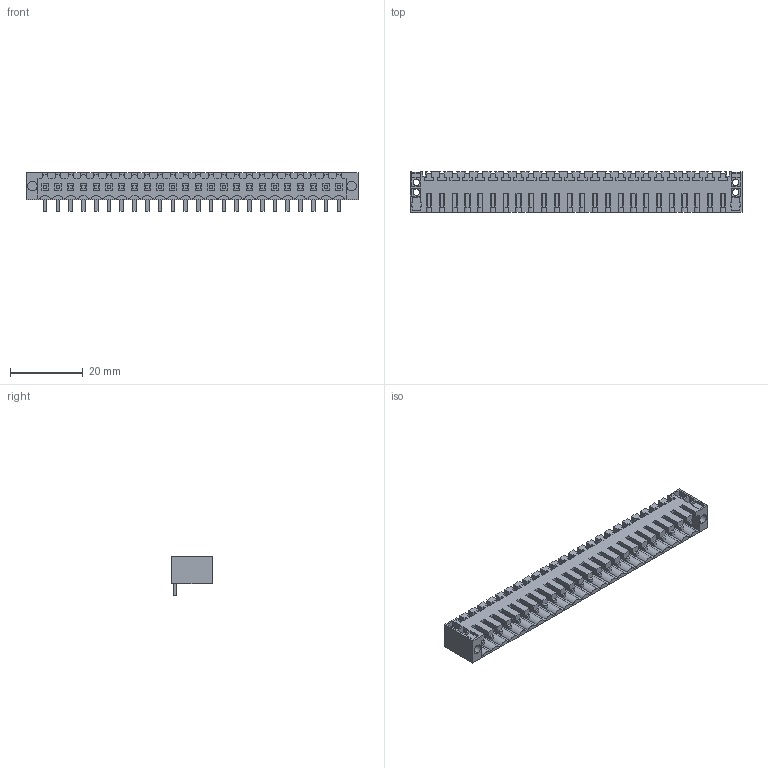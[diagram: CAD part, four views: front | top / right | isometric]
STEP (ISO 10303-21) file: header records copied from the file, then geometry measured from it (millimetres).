
FILE_DESCRIPTION(('CATIA V5 STEP Exchange','CAx-IF Rec.Pracs.--- Model Styling and Organization---1.4--- 2014-01-23'),'2;1');
FILE_NAME ('D1457246_1_1842300000_1842300000.stp','2021-08-12T06:51:50+00:00',('none'),('Weidmueller'),'CATIA Version 5-6 Release 2016 SP3 HF44','CATIA V5 STEP AP214','none');
FILE_SCHEMA(('AUTOMOTIVE_DESIGN { 1 0 10303 214 1 1 1 1 }'));
Length unit declared in the file: millimetre
Products named in the file (1): 1842300000
Bounding box: 91 x 11.05 x 10.65 mm (x, y, z)
Volume: 3135.1 mm3; surface area: 8386.8 mm2
Topology: 25 solids, 25 shells, 1252 faces, 3791 edges, 2595 vertices
Faces by surface type: plane 1212, cylinder 40
Entity records: 39552 total; most frequent: ORIENTED_EDGE 7582, CARTESIAN_POINT 6993, DIRECTION 4867, EDGE_CURVE 3791, VECTOR 3711, LINE 3711, VERTEX_POINT 2595, EDGE_LOOP 1320
